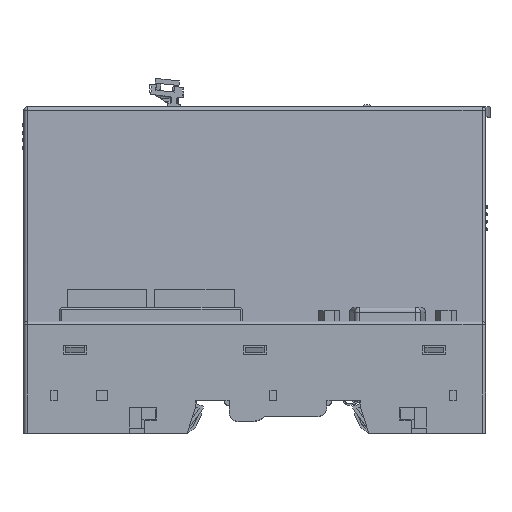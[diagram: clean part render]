
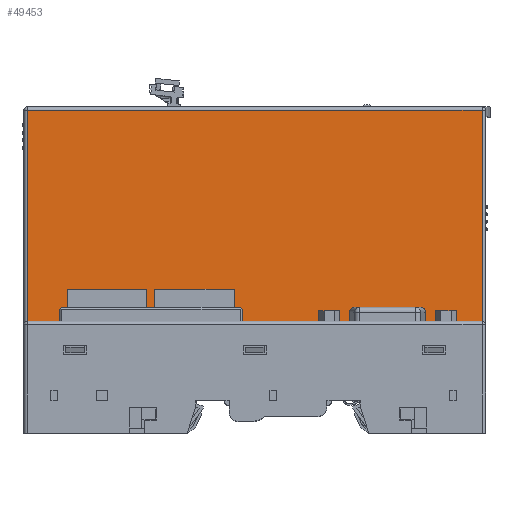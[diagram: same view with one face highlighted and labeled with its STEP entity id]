
A CAD part, top view. The second image highlights one B-rep face of the part: STEP entity #49453.
In plain terms, the highlighted planar face has unit normal (0, 0.018, 1).
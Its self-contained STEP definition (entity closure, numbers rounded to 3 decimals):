
#12231=DIRECTION('',(0.,-1.,0.017));
#12232=VECTOR('',#12231,45.27);
#12233=CARTESIAN_POINT('',(48.75,69.263,29.175));
#12234=LINE('',#12233,#12232);
#12235=DIRECTION('',(-1.,0.,0.));
#12236=VECTOR('',#12235,97.5);
#12237=CARTESIAN_POINT('',(48.75,24.,29.965));
#12238=LINE('',#12237,#12236);
#12239=DIRECTION('',(0.,1.,-0.017));
#12240=VECTOR('',#12239,45.27);
#12241=CARTESIAN_POINT('',(-48.75,24.,29.965));
#12242=LINE('',#12241,#12240);
#12243=DIRECTION('',(1.,0.,0.));
#12244=VECTOR('',#12243,97.5);
#12245=CARTESIAN_POINT('',(-48.75,69.263,29.175));
#12246=LINE('',#12245,#12244);
#29668=CARTESIAN_POINT('',(48.75,24.,29.965));
#29670=VERTEX_POINT('',#29668);
#29671=CARTESIAN_POINT('',(48.75,69.263,29.175));
#29672=VERTEX_POINT('',#29671);
#29677=CARTESIAN_POINT('',(-48.75,69.263,29.175));
#29678=VERTEX_POINT('',#29677);
#29679=CARTESIAN_POINT('',(-48.75,24.,29.965));
#29680=VERTEX_POINT('',#29679);
#49440=CARTESIAN_POINT('',(-51.102,22.,30.));
#49441=DIRECTION('',(0.,-0.017,-1.));
#49442=DIRECTION('',(-1.,0.,0.));
#49443=AXIS2_PLACEMENT_3D('',#49440,#49441,#49442);
#49444=PLANE('',#49443);
#49445=ORIENTED_EDGE('',*,*,#49431,.T.);
#49446=ORIENTED_EDGE('',*,*,#49306,.T.);
#49448=ORIENTED_EDGE('',*,*,#49447,.T.);
#49450=ORIENTED_EDGE('',*,*,#49449,.T.);
#49451=EDGE_LOOP('',(#49445,#49446,#49448,#49450));
#49452=FACE_OUTER_BOUND('',#49451,.F.);
#49453=ADVANCED_FACE('',(#49452),#49444,.F.);
#49306=EDGE_CURVE('',#29670,#29680,#12238,.T.);
#49431=EDGE_CURVE('',#29672,#29670,#12234,.T.);
#49447=EDGE_CURVE('',#29680,#29678,#12242,.T.);
#49449=EDGE_CURVE('',#29678,#29672,#12246,.T.);
